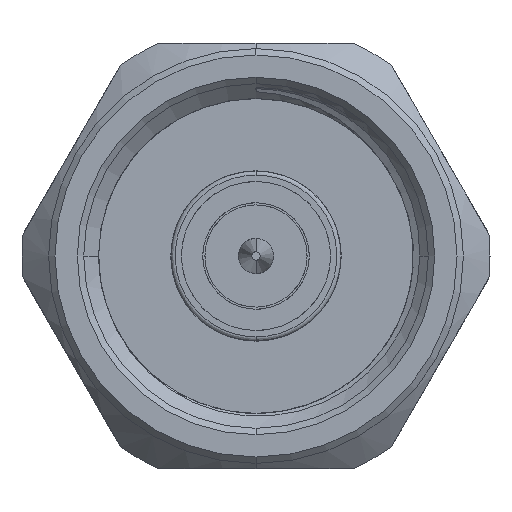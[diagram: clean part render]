
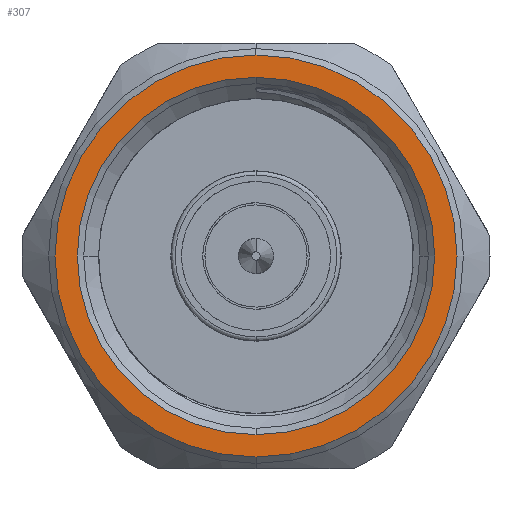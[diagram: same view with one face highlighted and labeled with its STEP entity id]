
A CAD part, left-side view. The second image highlights one B-rep face of the part: STEP entity #307.
In plain terms, the highlighted planar face has unit normal (-1, 0, 0).
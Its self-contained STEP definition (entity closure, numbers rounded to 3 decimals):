
#39 = CIRCLE ( 'NONE', #428, 9.45 ) ;
#65 = DIRECTION ( 'NONE',  ( 0., 0., 1. ) ) ;
#170 = ORIENTED_EDGE ( 'NONE', *, *, #4248, .T. ) ;
#307 = ADVANCED_FACE ( 'NONE', ( #3665, #4822 ), #4405, .T. ) ;
#428 = AXIS2_PLACEMENT_3D ( 'NONE', #1466, #4896, #1975 ) ;
#471 = VERTEX_POINT ( 'NONE', #4457 ) ;
#707 = CARTESIAN_POINT ( 'NONE',  ( -1.32, 0., 0. ) ) ;
#789 = DIRECTION ( 'NONE',  ( 0., 0., -1. ) ) ;
#864 = DIRECTION ( 'NONE',  ( 1., 0., 0. ) ) ;
#884 = CARTESIAN_POINT ( 'NONE',  ( -1.32, 0., 0. ) ) ;
#972 = CIRCLE ( 'NONE', #3167, 8.4 ) ;
#1006 = DIRECTION ( 'NONE',  ( 0., 0., 1. ) ) ;
#1174 = DIRECTION ( 'NONE',  ( 0., 0., 1. ) ) ;
#1466 = CARTESIAN_POINT ( 'NONE',  ( -1.32, 0., 0. ) ) ;
#1537 = CARTESIAN_POINT ( 'NONE',  ( -1.32, 0., 8.4 ) ) ;
#1819 = CARTESIAN_POINT ( 'NONE',  ( -1.32, 0., -8.4 ) ) ;
#1975 = DIRECTION ( 'NONE',  ( 0., 0., -1. ) ) ;
#2054 = EDGE_CURVE ( 'NONE', #4635, #471, #3230, .T. ) ;
#2564 = EDGE_LOOP ( 'NONE', ( #3117, #170 ) ) ;
#2581 = VERTEX_POINT ( 'NONE', #1537 ) ;
#2811 = AXIS2_PLACEMENT_3D ( 'NONE', #707, #4074, #1174 ) ;
#2950 = DIRECTION ( 'NONE',  ( 1., 0., 0. ) ) ;
#3117 = ORIENTED_EDGE ( 'NONE', *, *, #6202, .T. ) ;
#3167 = AXIS2_PLACEMENT_3D ( 'NONE', #5921, #2950, #65 ) ;
#3230 = CIRCLE ( 'NONE', #4161, 9.45 ) ;
#3574 = CIRCLE ( 'NONE', #2811, 8.4 ) ;
#3665 = FACE_BOUND ( 'NONE', #2564, .T. ) ;
#3860 = ORIENTED_EDGE ( 'NONE', *, *, #4504, .F. ) ;
#4074 = DIRECTION ( 'NONE',  ( 1., 0., 0. ) ) ;
#4161 = AXIS2_PLACEMENT_3D ( 'NONE', #884, #864, #789 ) ;
#4248 = EDGE_CURVE ( 'NONE', #4894, #2581, #3574, .T. ) ;
#4405 = PLANE ( 'NONE',  #5452 ) ;
#4457 = CARTESIAN_POINT ( 'NONE',  ( -1.32, 0., 9.45 ) ) ;
#4504 = EDGE_CURVE ( 'NONE', #471, #4635, #39, .T. ) ;
#4635 = VERTEX_POINT ( 'NONE', #4939 ) ;
#4822 = FACE_OUTER_BOUND ( 'NONE', #6277, .T. ) ;
#4894 = VERTEX_POINT ( 'NONE', #1819 ) ;
#4896 = DIRECTION ( 'NONE',  ( 1., 0., 0. ) ) ;
#4917 = CARTESIAN_POINT ( 'NONE',  ( -1.32, 0., 0. ) ) ;
#4939 = CARTESIAN_POINT ( 'NONE',  ( -1.32, 0., -9.45 ) ) ;
#4972 = ORIENTED_EDGE ( 'NONE', *, *, #2054, .F. ) ;
#5452 = AXIS2_PLACEMENT_3D ( 'NONE', #4917, #5903, #1006 ) ;
#5903 = DIRECTION ( 'NONE',  ( -1., 0., 0. ) ) ;
#5921 = CARTESIAN_POINT ( 'NONE',  ( -1.32, 0., 0. ) ) ;
#6202 = EDGE_CURVE ( 'NONE', #2581, #4894, #972, .T. ) ;
#6277 = EDGE_LOOP ( 'NONE', ( #4972, #3860 ) ) ;
